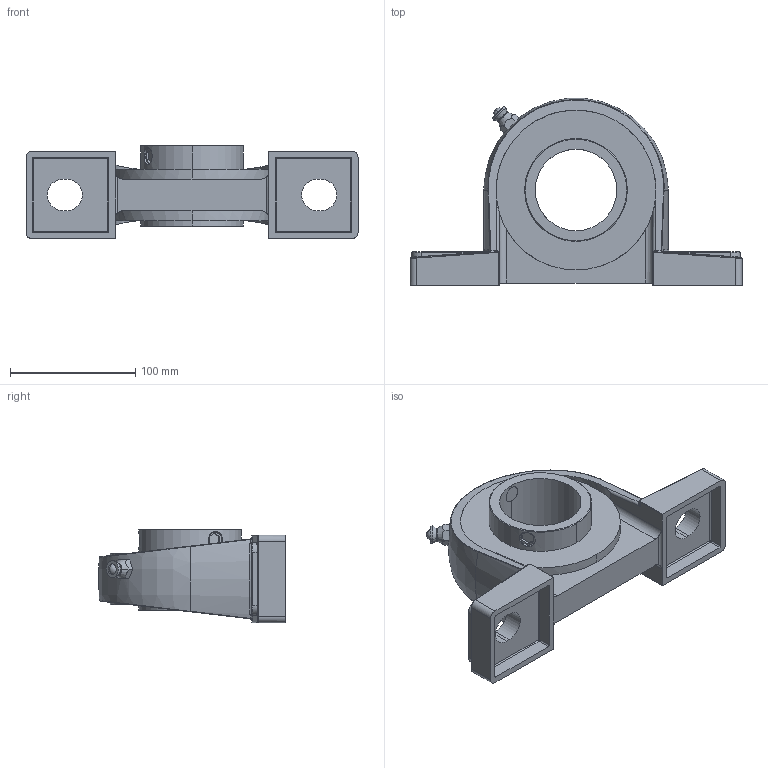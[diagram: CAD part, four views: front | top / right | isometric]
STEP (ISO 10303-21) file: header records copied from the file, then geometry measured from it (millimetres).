
FILE_DESCRIPTION (( 'STEP AP203' ), '1' );
FILE_NAME ('UCP213-FKB_203.STEP', '2014-11-10T03:07:32', ( '' ), ( '' ), 'SwSTEP 2.0', 'SolidWorks 2010', '' );
FILE_SCHEMA (( 'CONFIG_CONTROL_DESIGN' ));
Length unit declared in the file: millimetre
Products named in the file (1): UCP213-FKB_203
Bounding box: 265 x 149.37 x 74.7 mm (x, y, z)
Volume: 811611.5 mm3; surface area: 110672.9 mm2
Topology: 1 solids, 1 shells, 253 faces, 609 edges, 352 vertices
Faces by surface type: cylinder 96, plane 70, bspline 46, cone 16, torus 15, sphere 10
Entity records: 13534 total; most frequent: CARTESIAN_POINT 7999, ORIENTED_EDGE 1186, DIRECTION 1086, EDGE_CURVE 593, AXIS2_PLACEMENT_3D 422, VERTEX_POINT 352, EDGE_LOOP 269, ADVANCED_FACE 253
